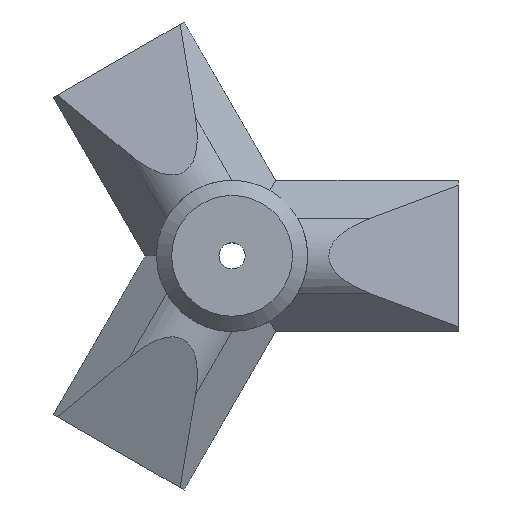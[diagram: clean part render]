
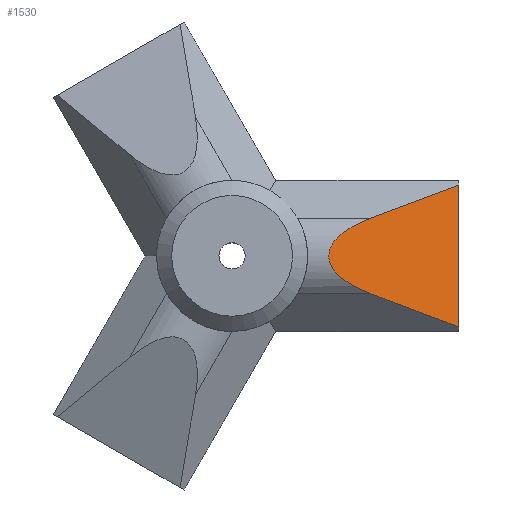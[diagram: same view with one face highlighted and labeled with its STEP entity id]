
A CAD part, top view. The second image highlights one B-rep face of the part: STEP entity #1530.
In plain terms, the highlighted planar face has unit normal (0.351, 0, 0.936).
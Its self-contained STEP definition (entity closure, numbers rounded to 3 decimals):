
#110 = CYLINDRICAL_SURFACE('',#111,10.607);
#111 = AXIS2_PLACEMENT_3D('',#112,#113,#114);
#112 = CARTESIAN_POINT('',(0.,0.,0.));
#113 = DIRECTION('',(-1.,0.,0.));
#114 = DIRECTION('',(0.,1.,0.));
#159 = PLANE('',#160);
#160 = AXIS2_PLACEMENT_3D('',#161,#162,#163);
#161 = CARTESIAN_POINT('',(0.,-15.,0.));
#162 = DIRECTION('',(0.,-0.707,0.707));
#163 = DIRECTION('',(0.,0.707,0.707));
#564 = PLANE('',#565);
#565 = AXIS2_PLACEMENT_3D('',#566,#567,#568);
#566 = CARTESIAN_POINT('',(0.,7.5,7.5));
#567 = DIRECTION('',(0.,0.707,0.707));
#568 = DIRECTION('',(0.,0.707,-0.707));
#728 = VERTEX_POINT('',#729);
#729 = CARTESIAN_POINT('',(27.5,7.5,7.5
    ));
#750 = EDGE_CURVE('',#751,#728,#753,.T.);
#751 = VERTEX_POINT('',#752);
#752 = CARTESIAN_POINT('',(27.5,-7.5,
    7.5));
#753 = SURFACE_CURVE('',#754,(#759,#772),.PCURVE_S1.);
#754 = ELLIPSE('',#755,30.208,10.607);
#755 = AXIS2_PLACEMENT_3D('',#756,#757,#758);
#756 = CARTESIAN_POINT('',(47.5,0.,0.));
#757 = DIRECTION('',(-0.351,0.,-0.936));
#758 = DIRECTION('',(-0.936,0.,0.351));
#759 = PCURVE('',#110,#760);
#760 = DEFINITIONAL_REPRESENTATION('',(#761),#771);
#761 = B_SPLINE_CURVE_WITH_KNOTS('',8,(#762,#763,#764,#765,#766,#767,
    #768,#769,#770),.UNSPECIFIED.,.F.,.F.,(9,9),(5.498,
    7.069),.PIECEWISE_BEZIER_KNOTS.);
#762 = CARTESIAN_POINT('',(-2.356,-27.5));
#763 = CARTESIAN_POINT('',(-2.16,-23.573));
#764 = CARTESIAN_POINT('',(-1.963,-20.527));
#765 = CARTESIAN_POINT('',(-1.767,-18.593));
#766 = CARTESIAN_POINT('',(-1.571,-17.93));
#767 = CARTESIAN_POINT('',(-1.374,-18.593));
#768 = CARTESIAN_POINT('',(-1.178,-20.527));
#769 = CARTESIAN_POINT('',(-0.982,-23.573));
#770 = CARTESIAN_POINT('',(-0.785,-27.5));
#771 = ( GEOMETRIC_REPRESENTATION_CONTEXT(2) 
PARAMETRIC_REPRESENTATION_CONTEXT() REPRESENTATION_CONTEXT('2D SPACE',''
  ) );
#772 = PCURVE('',#773,#778);
#773 = PLANE('',#774);
#774 = AXIS2_PLACEMENT_3D('',#775,#776,#777);
#775 = CARTESIAN_POINT('',(15.5,-15.,12.));
#776 = DIRECTION('',(-0.351,0.,-0.936));
#777 = DIRECTION('',(0.936,0.,-0.351));
#778 = DEFINITIONAL_REPRESENTATION('',(#779),#783);
#779 = ELLIPSE('',#780,30.208,10.607);
#780 = AXIS2_PLACEMENT_2D('',#781,#782);
#781 = CARTESIAN_POINT('',(34.176,-15.));
#782 = DIRECTION('',(-1.,0.));
#783 = ( GEOMETRIC_REPRESENTATION_CONTEXT(2) 
PARAMETRIC_REPRESENTATION_CONTEXT() REPRESENTATION_CONTEXT('2D SPACE',''
  ) );
#862 = VERTEX_POINT('',#863);
#863 = CARTESIAN_POINT('',(45.,-14.062,0.938));
#877 = PLANE('',#878);
#878 = AXIS2_PLACEMENT_3D('',#879,#880,#881);
#879 = CARTESIAN_POINT('',(45.,0.,3.446));
#880 = DIRECTION('',(-1.,0.,0.));
#881 = DIRECTION('',(0.,0.,-1.));
#889 = EDGE_CURVE('',#751,#862,#890,.T.);
#890 = SURFACE_CURVE('',#891,(#895,#902),.PCURVE_S1.);
#891 = LINE('',#892,#893);
#892 = CARTESIAN_POINT('',(14.72,-2.707,
    12.293));
#893 = VECTOR('',#894,1.);
#894 = DIRECTION('',(0.883,-0.331,-0.331));
#895 = PCURVE('',#159,#896);
#896 = DEFINITIONAL_REPRESENTATION('',(#897),#901);
#897 = LINE('',#898,#899);
#898 = CARTESIAN_POINT('',(17.384,-14.72));
#899 = VECTOR('',#900,1.);
#900 = DIRECTION('',(-0.469,-0.883));
#901 = ( GEOMETRIC_REPRESENTATION_CONTEXT(2) 
PARAMETRIC_REPRESENTATION_CONTEXT() REPRESENTATION_CONTEXT('2D SPACE',''
  ) );
#902 = PCURVE('',#773,#903);
#903 = DEFINITIONAL_REPRESENTATION('',(#904),#908);
#904 = LINE('',#905,#906);
#905 = CARTESIAN_POINT('',(-0.834,-12.293));
#906 = VECTOR('',#907,1.);
#907 = DIRECTION('',(0.944,0.331));
#908 = ( GEOMETRIC_REPRESENTATION_CONTEXT(2) 
PARAMETRIC_REPRESENTATION_CONTEXT() REPRESENTATION_CONTEXT('2D SPACE',''
  ) );
#1021 = EDGE_CURVE('',#1022,#728,#1024,.T.);
#1022 = VERTEX_POINT('',#1023);
#1023 = CARTESIAN_POINT('',(45.,14.062,0.938));
#1024 = SURFACE_CURVE('',#1025,(#1029,#1036),.PCURVE_S1.);
#1025 = LINE('',#1026,#1027);
#1026 = CARTESIAN_POINT('',(8.134,0.238,
    14.762));
#1027 = VECTOR('',#1028,1.);
#1028 = DIRECTION('',(-0.883,-0.331,0.331));
#1029 = PCURVE('',#564,#1030);
#1030 = DEFINITIONAL_REPRESENTATION('',(#1031),#1035);
#1031 = LINE('',#1032,#1033);
#1032 = CARTESIAN_POINT('',(-10.27,-8.134));
#1033 = VECTOR('',#1034,1.);
#1034 = DIRECTION('',(-0.469,0.883));
#1035 = ( GEOMETRIC_REPRESENTATION_CONTEXT(2) 
PARAMETRIC_REPRESENTATION_CONTEXT() REPRESENTATION_CONTEXT('2D SPACE',''
  ) );
#1036 = PCURVE('',#773,#1037);
#1037 = DEFINITIONAL_REPRESENTATION('',(#1038),#1042);
#1038 = LINE('',#1039,#1040);
#1039 = CARTESIAN_POINT('',(-7.867,-15.238));
#1040 = VECTOR('',#1041,1.);
#1041 = DIRECTION('',(-0.944,0.331));
#1042 = ( GEOMETRIC_REPRESENTATION_CONTEXT(2) 
PARAMETRIC_REPRESENTATION_CONTEXT() REPRESENTATION_CONTEXT('2D SPACE',''
  ) );
#1530 = ADVANCED_FACE('',(#1531),#773,.F.);
#1531 = FACE_BOUND('',#1532,.F.);
#1532 = EDGE_LOOP('',(#1533,#1534,#1535,#1536));
#1533 = ORIENTED_EDGE('',*,*,#889,.F.);
#1534 = ORIENTED_EDGE('',*,*,#750,.T.);
#1535 = ORIENTED_EDGE('',*,*,#1021,.F.);
#1536 = ORIENTED_EDGE('',*,*,#1537,.T.);
#1537 = EDGE_CURVE('',#1022,#862,#1538,.T.);
#1538 = SURFACE_CURVE('',#1539,(#1543,#1550),.PCURVE_S1.);
#1539 = LINE('',#1540,#1541);
#1540 = CARTESIAN_POINT('',(45.,-7.5,0.938));
#1541 = VECTOR('',#1542,1.);
#1542 = DIRECTION('',(0.,-1.,0.));
#1543 = PCURVE('',#773,#1544);
#1544 = DEFINITIONAL_REPRESENTATION('',(#1545),#1549);
#1545 = LINE('',#1546,#1547);
#1546 = CARTESIAN_POINT('',(31.506,-7.5));
#1547 = VECTOR('',#1548,1.);
#1548 = DIRECTION('',(0.,1.));
#1549 = ( GEOMETRIC_REPRESENTATION_CONTEXT(2) 
PARAMETRIC_REPRESENTATION_CONTEXT() REPRESENTATION_CONTEXT('2D SPACE',''
  ) );
#1550 = PCURVE('',#877,#1551);
#1551 = DEFINITIONAL_REPRESENTATION('',(#1552),#1556);
#1552 = LINE('',#1553,#1554);
#1553 = CARTESIAN_POINT('',(2.508,7.5));
#1554 = VECTOR('',#1555,1.);
#1555 = DIRECTION('',(0.,1.));
#1556 = ( GEOMETRIC_REPRESENTATION_CONTEXT(2) 
PARAMETRIC_REPRESENTATION_CONTEXT() REPRESENTATION_CONTEXT('2D SPACE',''
  ) );
